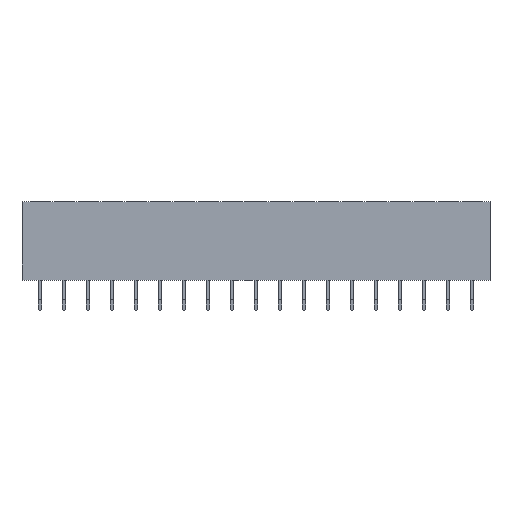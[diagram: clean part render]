
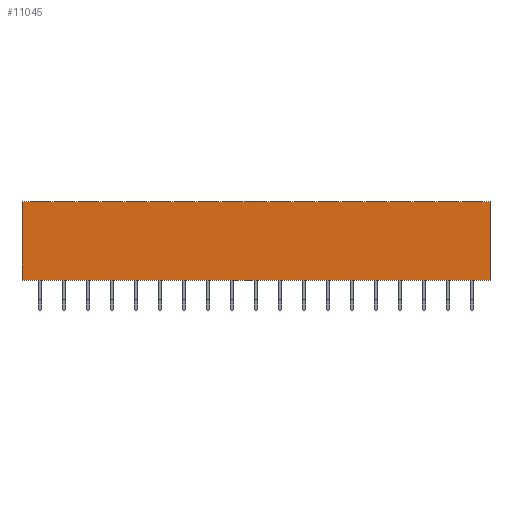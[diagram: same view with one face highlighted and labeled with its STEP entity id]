
A CAD part, top view. The second image highlights one B-rep face of the part: STEP entity #11045.
In plain terms, the highlighted face is planar.
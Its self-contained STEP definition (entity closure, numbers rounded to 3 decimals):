
#330 = CARTESIAN_POINT ( 'NONE',  ( -47.63, -1.2, 6.7 ) ) ;
#446 = LINE ( 'NONE', #10412, #19984 ) ;
#550 = DIRECTION ( 'NONE',  ( 0., 0., -1. ) ) ;
#1207 = LINE ( 'NONE', #15040, #15963 ) ;
#1289 = ORIENTED_EDGE ( 'NONE', *, *, #21392, .T. ) ;
#3044 = FACE_OUTER_BOUND ( 'NONE', #21820, .T. ) ;
#3293 = DIRECTION ( 'NONE',  ( 0., 0., 1. ) ) ;
#4538 = EDGE_CURVE ( 'NONE', #19016, #13842, #1207, .T. ) ;
#6426 = CARTESIAN_POINT ( 'NONE',  ( -47.63, -1.2, 7.5 ) ) ;
#7158 = DIRECTION ( 'NONE',  ( -1., 0., 0. ) ) ;
#7423 = PLANE ( 'NONE',  #21928 ) ;
#8220 = DIRECTION ( 'NONE',  ( 0., 0., -1. ) ) ;
#9636 = EDGE_CURVE ( 'NONE', #20968, #18469, #446, .T. ) ;
#10012 = EDGE_CURVE ( 'NONE', #18469, #19016, #14854, .T. ) ;
#10105 = VECTOR ( 'NONE', #550, 1000. ) ;
#10161 = LINE ( 'NONE', #330, #17866 ) ;
#10412 = CARTESIAN_POINT ( 'NONE',  ( -1.27, -1.2, 7.5 ) ) ;
#11045 = ADVANCED_FACE ( 'NONE', ( #3044 ), #7423, .F. ) ;
#12010 = CARTESIAN_POINT ( 'NONE',  ( -47.63, -1.2, -0.8 ) ) ;
#13842 = VERTEX_POINT ( 'NONE', #12010 ) ;
#14854 = LINE ( 'NONE', #16800, #10105 ) ;
#15040 = CARTESIAN_POINT ( 'NONE',  ( -1.27, -1.2, -0.8 ) ) ;
#15054 = DIRECTION ( 'NONE',  ( 0., 1., 0. ) ) ;
#15826 = CARTESIAN_POINT ( 'NONE',  ( 1.91, -1.2, 7.5 ) ) ;
#15963 = VECTOR ( 'NONE', #7158, 1000. ) ;
#16604 = DIRECTION ( 'NONE',  ( 1., 0., 0. ) ) ;
#16800 = CARTESIAN_POINT ( 'NONE',  ( 1.91, -1.2, 6.7 ) ) ;
#17077 = CARTESIAN_POINT ( 'NONE',  ( 1.91, -1.2, -0.8 ) ) ;
#17362 = CARTESIAN_POINT ( 'NONE',  ( -1.27, -1.2, 6.7 ) ) ;
#17866 = VECTOR ( 'NONE', #8220, 1000. ) ;
#18240 = ORIENTED_EDGE ( 'NONE', *, *, #4538, .F. ) ;
#18469 = VERTEX_POINT ( 'NONE', #15826 ) ;
#19016 = VERTEX_POINT ( 'NONE', #17077 ) ;
#19984 = VECTOR ( 'NONE', #16604, 1000. ) ;
#20968 = VERTEX_POINT ( 'NONE', #6426 ) ;
#20983 = ORIENTED_EDGE ( 'NONE', *, *, #9636, .F. ) ;
#21392 = EDGE_CURVE ( 'NONE', #20968, #13842, #10161, .T. ) ;
#21820 = EDGE_LOOP ( 'NONE', ( #20983, #1289, #18240, #21943 ) ) ;
#21928 = AXIS2_PLACEMENT_3D ( 'NONE', #17362, #15054, #3293 ) ;
#21943 = ORIENTED_EDGE ( 'NONE', *, *, #10012, .F. ) ;
